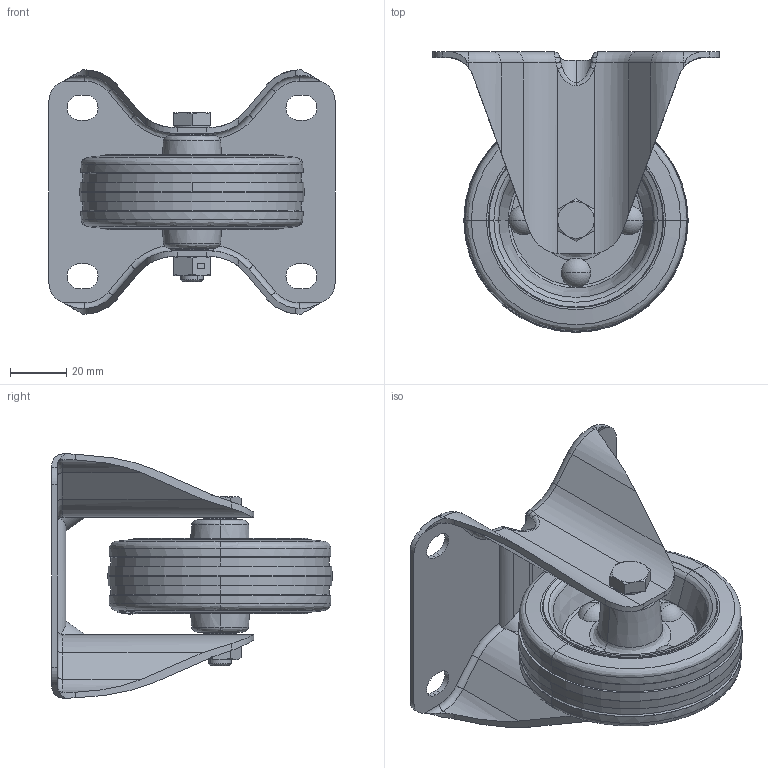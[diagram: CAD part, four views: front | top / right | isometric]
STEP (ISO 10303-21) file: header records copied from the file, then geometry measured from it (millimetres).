
FILE_DESCRIPTION (( 'STEP AP214' ), '1' );
FILE_NAME ('0029271WI_B-IS-SGS-080-R.STEP', '2017-05-05T09:33:47', ( '' ), ( '' ), 'SwSTEP 2.0', 'SolidWorks 2016', '' );
FILE_SCHEMA (( 'AUTOMOTIVE_DESIGN' ));
Length unit declared in the file: millimetre
Products named in the file (1): 0029271WI_B-IS-SGS-080-R
Bounding box: 102 x 100 x 87 mm (x, y, z)
Volume: 111008.1 mm3; surface area: 75069.2 mm2
Topology: 20 solids, 20 shells, 505 faces, 1193 edges, 730 vertices
Faces by surface type: plane 150, bspline 115, cylinder 114, cone 84, torus 42
Entity records: 21883 total; most frequent: CARTESIAN_POINT 7660, ORIENTED_EDGE 2354, DIRECTION 2105, EDGE_CURVE 1177, AXIS2_PLACEMENT_3D 821, VERTEX_POINT 730, EDGE_LOOP 569, FACE_OUTER_BOUND 505
